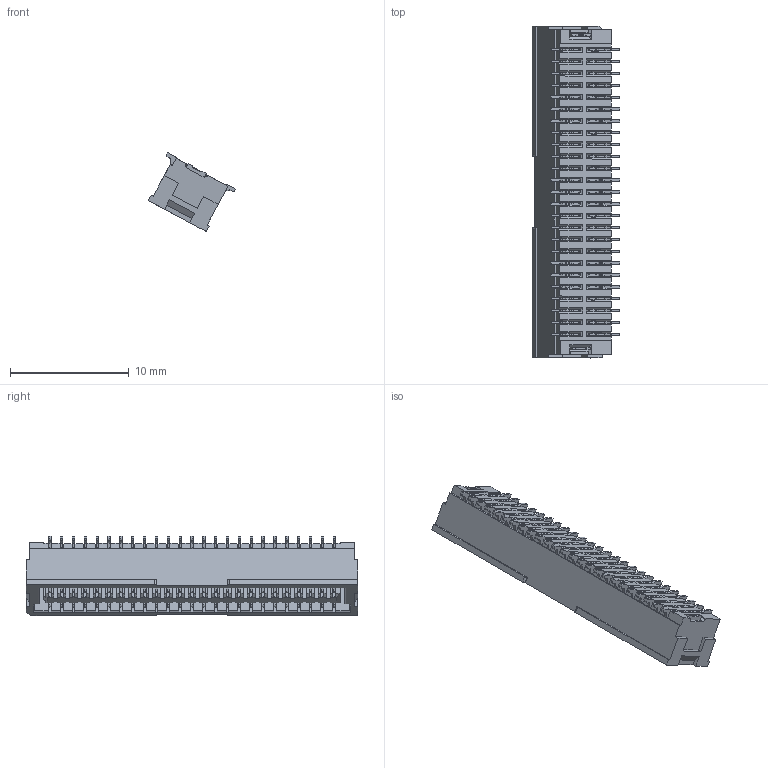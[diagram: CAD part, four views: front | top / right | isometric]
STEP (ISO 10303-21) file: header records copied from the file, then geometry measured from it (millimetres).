
FILE_DESCRIPTION (( 'STEP AP203' ), '1' );
FILE_NAME ('FWF10014-D50S83NAM.STEP', '2025-11-21T06:04:58', ( '' ), ( '' ), 'SwSTEP 2.0', 'SolidWorks 2021', '' );
FILE_SCHEMA (( 'CONFIG_CONTROL_DESIGN' ));
Products named in the file (1): FWF10014-D50S83NAM
Bounding box: 7.38 x 28 x 6.68 mm (x, y, z)
Volume: 397.3 mm3; surface area: 2004.5 mm2
Topology: 28 solids, 28 shells, 4485 faces, 13883 edges, 9181 vertices
Faces by surface type: plane 2715, cylinder 1722, bspline 48
Entity records: 155817 total; most frequent: CARTESIAN_POINT 31603, ORIENTED_EDGE 27766, DIRECTION 24305, EDGE_CURVE 13883, VECTOR 10133, LINE 10133, VERTEX_POINT 9181, AXIS2_PLACEMENT_3D 7086
